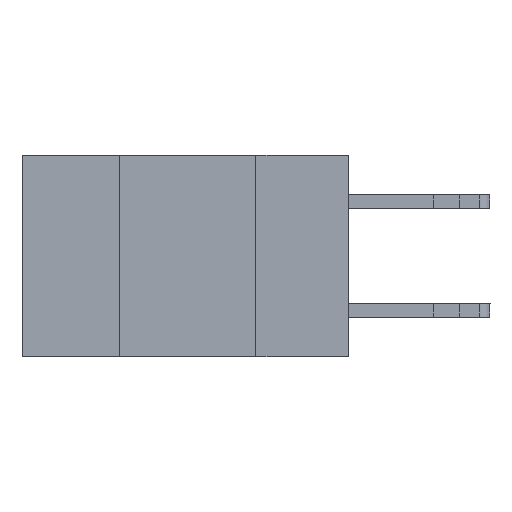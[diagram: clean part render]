
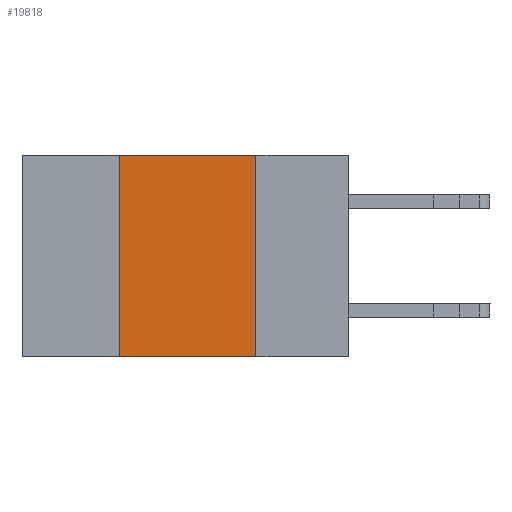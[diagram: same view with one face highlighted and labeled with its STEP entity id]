
A CAD part, left-side view. The second image highlights one B-rep face of the part: STEP entity #19818.
In plain terms, the highlighted planar face has unit normal (-1, 0, 0).
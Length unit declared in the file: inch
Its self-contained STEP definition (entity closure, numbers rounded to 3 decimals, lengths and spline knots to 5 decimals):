
#40 = LINE ( 'NONE', #18111, #12258 ) ;
#62 = DIRECTION ( 'NONE',  ( 0., 0., 1. ) ) ;
#568 = DIRECTION ( 'NONE',  ( 0., 0., -1. ) ) ;
#1165 = EDGE_LOOP ( 'NONE', ( #19844, #4949, #9898, #15026 ) ) ;
#1317 = CARTESIAN_POINT ( 'NONE',  ( 0., 0.42, -0.37 ) ) ;
#1711 = CARTESIAN_POINT ( 'NONE',  ( 0., 0.42, -0.37 ) ) ;
#2151 = LINE ( 'NONE', #7727, #5871 ) ;
#4949 = ORIENTED_EDGE ( 'NONE', *, *, #14638, .F. ) ;
#5301 = CARTESIAN_POINT ( 'NONE',  ( 0., 0.17, -0.37 ) ) ;
#5871 = VECTOR ( 'NONE', #17221, 39.37008 ) ;
#6497 = VERTEX_POINT ( 'NONE', #10322 ) ;
#6762 = LINE ( 'NONE', #1711, #13703 ) ;
#6918 = DIRECTION ( 'NONE',  ( 0., 0., -1. ) ) ;
#7476 = VERTEX_POINT ( 'NONE', #17153 ) ;
#7675 = LINE ( 'NONE', #5301, #15612 ) ;
#7727 = CARTESIAN_POINT ( 'NONE',  ( 0., 0.6, -0.37 ) ) ;
#9898 = ORIENTED_EDGE ( 'NONE', *, *, #11338, .F. ) ;
#10107 = DIRECTION ( 'NONE',  ( 1., 0., 0. ) ) ;
#10322 = CARTESIAN_POINT ( 'NONE',  ( 0., 0.17, 0. ) ) ;
#10618 = CARTESIAN_POINT ( 'NONE',  ( 0., 0.42, 0. ) ) ;
#11338 = EDGE_CURVE ( 'NONE', #16347, #14843, #6762, .T. ) ;
#12258 = VECTOR ( 'NONE', #19704, 39.37008 ) ;
#12371 = FACE_OUTER_BOUND ( 'NONE', #1165, .T. ) ;
#13703 = VECTOR ( 'NONE', #62, 39.37008 ) ;
#14638 = EDGE_CURVE ( 'NONE', #14843, #6497, #40, .T. ) ;
#14843 = VERTEX_POINT ( 'NONE', #10618 ) ;
#15026 = ORIENTED_EDGE ( 'NONE', *, *, #20555, .T. ) ;
#15612 = VECTOR ( 'NONE', #6918, 39.37008 ) ;
#16347 = VERTEX_POINT ( 'NONE', #1317 ) ;
#16415 = PLANE ( 'NONE',  #18245 ) ;
#17153 = CARTESIAN_POINT ( 'NONE',  ( 0., 0.17, -0.37 ) ) ;
#17221 = DIRECTION ( 'NONE',  ( 0., -1., 0. ) ) ;
#18017 = CARTESIAN_POINT ( 'NONE',  ( 0., 0.6, 0. ) ) ;
#18111 = CARTESIAN_POINT ( 'NONE',  ( 0., 0.6, 0. ) ) ;
#18245 = AXIS2_PLACEMENT_3D ( 'NONE', #18017, #10107, #568 ) ;
#19704 = DIRECTION ( 'NONE',  ( 0., -1., 0. ) ) ;
#19806 = EDGE_CURVE ( 'NONE', #6497, #7476, #7675, .T. ) ;
#19818 = ADVANCED_FACE ( 'NONE', ( #12371 ), #16415, .F. ) ;
#19844 = ORIENTED_EDGE ( 'NONE', *, *, #19806, .F. ) ;
#20555 = EDGE_CURVE ( 'NONE', #16347, #7476, #2151, .T. ) ;
